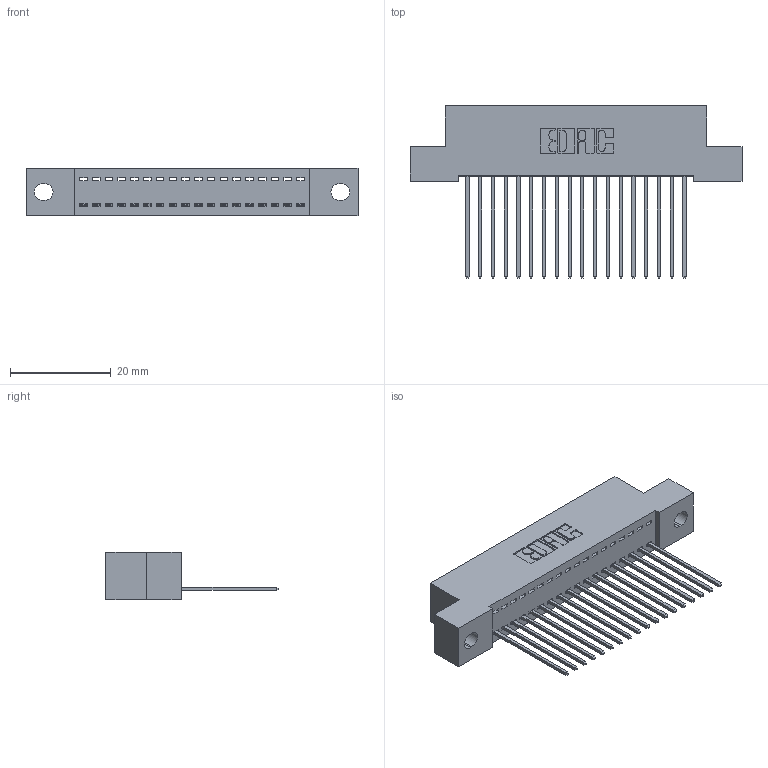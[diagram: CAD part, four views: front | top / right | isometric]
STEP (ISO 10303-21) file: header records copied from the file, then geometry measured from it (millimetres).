
FILE_DESCRIPTION (( 'STEP AP203' ), '1' );
FILE_NAME ('392-018-541-102.STEP', '2019-10-07T04:08:41', ( '' ), ( '' ), 'SwSTEP 2.0', 'SolidWorks 2016', '' );
FILE_SCHEMA (( 'CONFIG_CONTROL_DESIGN' ));
Length unit declared in the file: inch
Products named in the file (3): 342 Part_.128 Slot; 345-292-001_345-293-141; 392-018-541-102
Assembly tree (19 placements, depth 2):
  392-018-541-102
    342 Part_.128 Slot
    345-292-001_345-293-141  x18
Bounding box: 66.04 x 34.3 x 9.4 mm (x, y, z)
Volume: 5709.2 mm3; surface area: 8033 mm2
Topology: 19 solids, 19 shells, 1158 faces, 3479 edges, 2294 vertices
Faces by surface type: plane 826, cylinder 332
Entity records: 14129 total; most frequent: CARTESIAN_POINT 2448, ORIENTED_EDGE 2402, DIRECTION 2113, EDGE_CURVE 1201, LINE 1073, VECTOR 1073, VERTEX_POINT 798, AXIS2_PLACEMENT_3D 520
